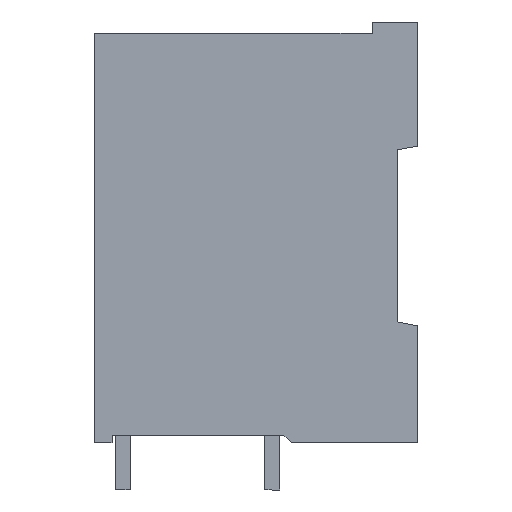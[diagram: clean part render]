
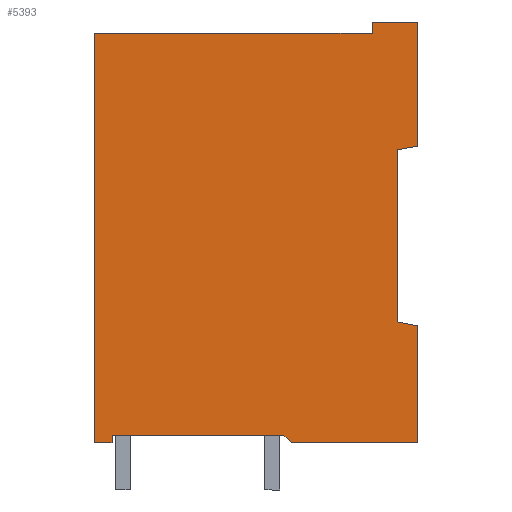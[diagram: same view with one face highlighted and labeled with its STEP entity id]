
A CAD part, left-side view. The second image highlights one B-rep face of the part: STEP entity #5393.
In plain terms, the highlighted planar face has unit normal (-1, 0, 0).
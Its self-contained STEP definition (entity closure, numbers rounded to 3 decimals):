
#5313=AXIS2_PLACEMENT_3D('Plane Axis2P3D',#5310,#5311,#5312) ;
#2141=CARTESIAN_POINT('Line Origine',(0.,0.7,23.277)) ;
#2145=CARTESIAN_POINT('Vertex',(0.,1.4,23.153)) ;
#2147=CARTESIAN_POINT('Vertex',(0.,0.,23.4)) ;
#3253=CARTESIAN_POINT('Line Origine',(0.,21.4,3.2)) ;
#3257=CARTESIAN_POINT('Vertex',(0.,22.,3.2)) ;
#3259=CARTESIAN_POINT('Vertex',(0.,20.8,3.2)) ;
#3304=CARTESIAN_POINT('Vertex',(0.,20.8,3.7)) ;
#3307=CARTESIAN_POINT('Line Origine',(0.,20.8,3.45)) ;
#3319=CARTESIAN_POINT('Line Origine',(0.,4.3,3.2)) ;
#3323=CARTESIAN_POINT('Vertex',(0.,8.6,3.2)) ;
#3325=CARTESIAN_POINT('Vertex',(0.,0.,3.2)) ;
#5310=CARTESIAN_POINT('Axis2P3D Location',(0.,22.,0.)) ;
#5315=CARTESIAN_POINT('Line Origine',(0.,11.,3.7)) ;
#5319=CARTESIAN_POINT('Vertex',(0.,9.1,3.7)) ;
#5323=CARTESIAN_POINT('Control Point',(0.,9.1,3.7)) ;
#5324=CARTESIAN_POINT('Control Point',(0.,8.6,3.2)) ;
#5326=CARTESIAN_POINT('Line Origine',(0.,0.,17.525)) ;
#5330=CARTESIAN_POINT('Vertex',(0.,0.,11.17)) ;
#5334=CARTESIAN_POINT('Control Point',(0.,0.,11.17)) ;
#5335=CARTESIAN_POINT('Control Point',(0.,1.4,11.439)) ;
#5336=CARTESIAN_POINT('Vertex',(0.,1.4,11.439)) ;
#5339=CARTESIAN_POINT('Line Origine',(0.,1.4,17.525)) ;
#5344=CARTESIAN_POINT('Line Origine',(0.,0.,17.525)) ;
#5348=CARTESIAN_POINT('Vertex',(0.,0.,31.85)) ;
#5351=CARTESIAN_POINT('Line Origine',(0.,11.,31.85)) ;
#5355=CARTESIAN_POINT('Vertex',(0.,3.1,31.85)) ;
#5358=CARTESIAN_POINT('Line Origine',(0.,3.1,17.525)) ;
#5362=CARTESIAN_POINT('Vertex',(0.,3.1,31.08)) ;
#5365=CARTESIAN_POINT('Line Origine',(0.,11.,31.08)) ;
#5369=CARTESIAN_POINT('Vertex',(0.,22.,31.08)) ;
#5372=CARTESIAN_POINT('Line Origine',(0.,22.,17.525)) ;
#2142=DIRECTION('Vector Direction',(0.,-0.985,0.174)) ;
#3254=DIRECTION('Vector Direction',(0.,-1.,0.)) ;
#3308=DIRECTION('Vector Direction',(0.,0.,-1.)) ;
#3320=DIRECTION('Vector Direction',(0.,-1.,0.)) ;
#5311=DIRECTION('Axis2P3D Direction',(-1.,0.,0.)) ;
#5312=DIRECTION('Axis2P3D XDirection',(0.,-1.,0.)) ;
#5316=DIRECTION('Vector Direction',(0.,-1.,0.)) ;
#5327=DIRECTION('Vector Direction',(0.,0.,1.)) ;
#5340=DIRECTION('Vector Direction',(0.,0.,1.)) ;
#5345=DIRECTION('Vector Direction',(0.,0.,1.)) ;
#5352=DIRECTION('Vector Direction',(0.,-1.,0.)) ;
#5359=DIRECTION('Vector Direction',(0.,0.,1.)) ;
#5366=DIRECTION('Vector Direction',(0.,-1.,0.)) ;
#5373=DIRECTION('Vector Direction',(0.,0.,1.)) ;
#2143=VECTOR('Line Direction',#2142,1.) ;
#3255=VECTOR('Line Direction',#3254,1.) ;
#3309=VECTOR('Line Direction',#3308,1.) ;
#3321=VECTOR('Line Direction',#3320,1.) ;
#5317=VECTOR('Line Direction',#5316,1.) ;
#5328=VECTOR('Line Direction',#5327,1.) ;
#5341=VECTOR('Line Direction',#5340,1.) ;
#5346=VECTOR('Line Direction',#5345,1.) ;
#5353=VECTOR('Line Direction',#5352,1.) ;
#5360=VECTOR('Line Direction',#5359,1.) ;
#5367=VECTOR('Line Direction',#5366,1.) ;
#5374=VECTOR('Line Direction',#5373,1.) ;
#5378=ORIENTED_EDGE('',*,*,#3261,.T.) ;
#5379=ORIENTED_EDGE('',*,*,#3311,.F.) ;
#5380=ORIENTED_EDGE('',*,*,#5321,.T.) ;
#5381=ORIENTED_EDGE('',*,*,#5325,.T.) ;
#5382=ORIENTED_EDGE('',*,*,#3327,.T.) ;
#5383=ORIENTED_EDGE('',*,*,#5332,.T.) ;
#5384=ORIENTED_EDGE('',*,*,#5338,.T.) ;
#5385=ORIENTED_EDGE('',*,*,#5343,.T.) ;
#5386=ORIENTED_EDGE('',*,*,#2149,.T.) ;
#5387=ORIENTED_EDGE('',*,*,#5350,.T.) ;
#5388=ORIENTED_EDGE('',*,*,#5357,.T.) ;
#5389=ORIENTED_EDGE('',*,*,#5364,.T.) ;
#5390=ORIENTED_EDGE('',*,*,#5371,.T.) ;
#5391=ORIENTED_EDGE('',*,*,#5376,.T.) ;
#5393=ADVANCED_FACE('Model',(#5392),#5314,.T.) ;
#5322=B_SPLINE_CURVE_WITH_KNOTS('',1,(#5323,#5324),.UNSPECIFIED.,.F.,.U.,(2,2),(-0.354,0.354),.UNSPECIFIED.) ;
#5333=B_SPLINE_CURVE_WITH_KNOTS('',1,(#5334,#5335),.UNSPECIFIED.,.F.,.U.,(2,2),(-0.713,0.713),.UNSPECIFIED.) ;
#2149=EDGE_CURVE('',#2146,#2148,#2144,.T.) ;
#3261=EDGE_CURVE('',#3258,#3260,#3256,.T.) ;
#3311=EDGE_CURVE('',#3305,#3260,#3310,.T.) ;
#3327=EDGE_CURVE('',#3324,#3326,#3322,.T.) ;
#5321=EDGE_CURVE('',#3305,#5320,#5318,.T.) ;
#5325=EDGE_CURVE('',#5320,#3324,#5322,.T.) ;
#5332=EDGE_CURVE('',#3326,#5331,#5329,.T.) ;
#5338=EDGE_CURVE('',#5331,#5337,#5333,.T.) ;
#5343=EDGE_CURVE('',#5337,#2146,#5342,.T.) ;
#5350=EDGE_CURVE('',#2148,#5349,#5347,.T.) ;
#5357=EDGE_CURVE('',#5349,#5356,#5354,.F.) ;
#5364=EDGE_CURVE('',#5356,#5363,#5361,.F.) ;
#5371=EDGE_CURVE('',#5363,#5370,#5368,.F.) ;
#5376=EDGE_CURVE('',#5370,#3258,#5375,.F.) ;
#5377=EDGE_LOOP('',(#5378,#5379,#5380,#5381,#5382,#5383,#5384,#5385,#5386,#5387,#5388,#5389,#5390,#5391)) ;
#5392=FACE_OUTER_BOUND('',#5377,.T.) ;
#2144=LINE('Line',#2141,#2143) ;
#3256=LINE('Line',#3253,#3255) ;
#3310=LINE('Line',#3307,#3309) ;
#3322=LINE('Line',#3319,#3321) ;
#5318=LINE('Line',#5315,#5317) ;
#5329=LINE('Line',#5326,#5328) ;
#5342=LINE('Line',#5339,#5341) ;
#5347=LINE('Line',#5344,#5346) ;
#5354=LINE('Line',#5351,#5353) ;
#5361=LINE('Line',#5358,#5360) ;
#5368=LINE('Line',#5365,#5367) ;
#5375=LINE('Line',#5372,#5374) ;
#5314=PLANE('',#5313) ;
#2146=VERTEX_POINT('',#2145) ;
#2148=VERTEX_POINT('',#2147) ;
#3258=VERTEX_POINT('',#3257) ;
#3260=VERTEX_POINT('',#3259) ;
#3305=VERTEX_POINT('',#3304) ;
#3324=VERTEX_POINT('',#3323) ;
#3326=VERTEX_POINT('',#3325) ;
#5320=VERTEX_POINT('',#5319) ;
#5331=VERTEX_POINT('',#5330) ;
#5337=VERTEX_POINT('',#5336) ;
#5349=VERTEX_POINT('',#5348) ;
#5356=VERTEX_POINT('',#5355) ;
#5363=VERTEX_POINT('',#5362) ;
#5370=VERTEX_POINT('',#5369) ;
